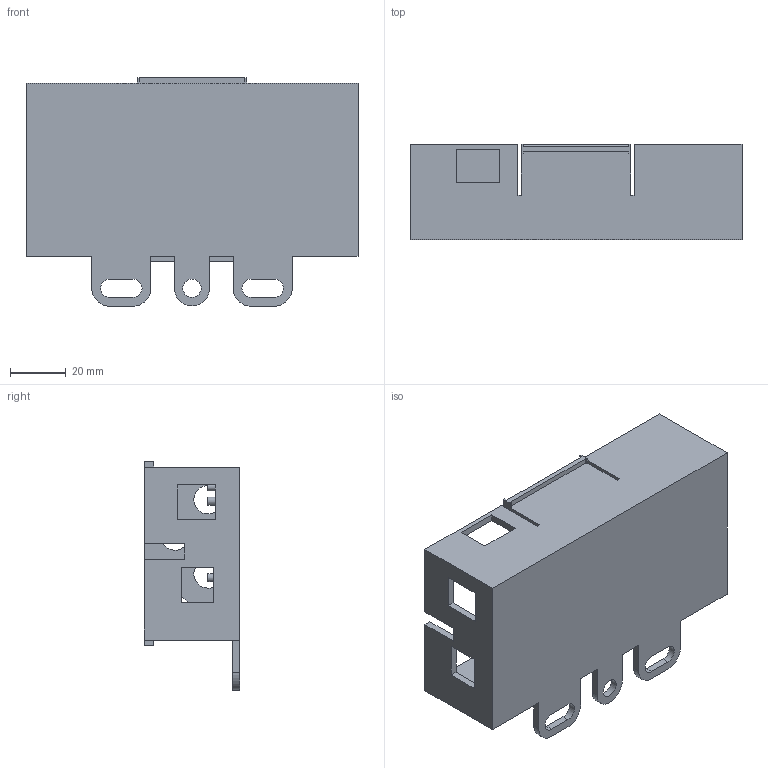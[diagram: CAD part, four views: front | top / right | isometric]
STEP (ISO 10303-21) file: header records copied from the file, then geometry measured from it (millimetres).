
FILE_DESCRIPTION(/* description */ (''),/* implementation_level */ '2;1');
FILE_NAME(/* name */ 'Shutter Case.step',/* time_stamp */ '2024-02-10T17:28:01-05:00',/* author */ ('Martin'),/* organization */ (''),/* preprocessor_version */ 'ST-DEVELOPER v19.2',/* originating_system */ 'Autodesk Inventor 2024',/* authorisation */ '');
FILE_SCHEMA (('AUTOMOTIVE_DESIGN { 1 0 10303 214 3 1 1 }'));
Length unit declared in the file: inch
Products named in the file (1): Shutter Case
Bounding box: 119.38 x 34.29 x 82.16 mm (x, y, z)
Volume: 47059.5 mm3; surface area: 39827.6 mm2
Topology: 1 solids, 1 shells, 125 faces, 345 edges, 230 vertices
Faces by surface type: plane 99, cylinder 26
Full cylindrical faces by diameter (mm): 2.794 x4, 4.445 x4, 6.604 x1
Entity records: 4036 total; most frequent: CARTESIAN_POINT 701, ORIENTED_EDGE 690, DIRECTION 649, EDGE_CURVE 345, LINE 293, VECTOR 293, VERTEX_POINT 230, AXIS2_PLACEMENT_3D 178
